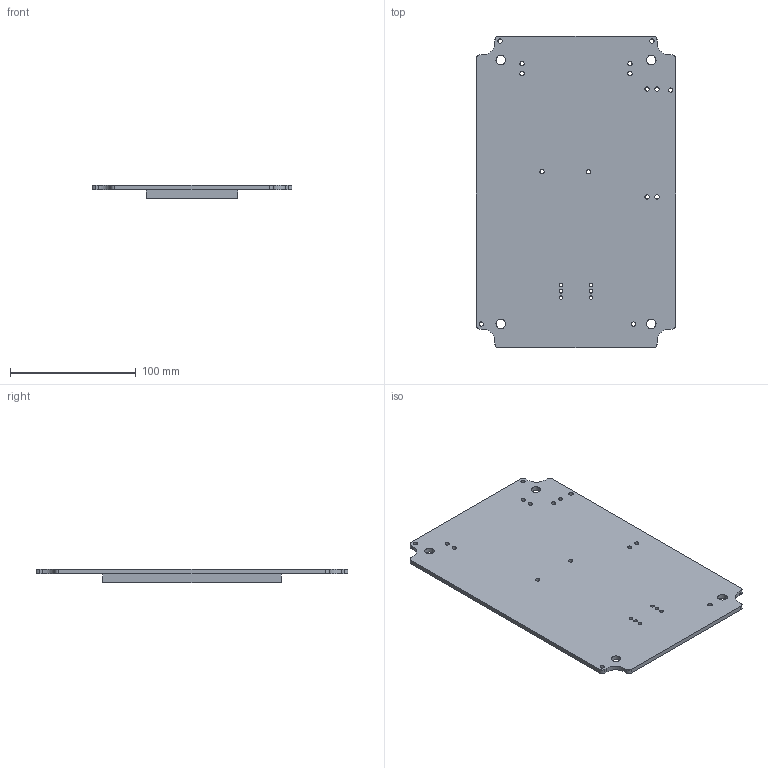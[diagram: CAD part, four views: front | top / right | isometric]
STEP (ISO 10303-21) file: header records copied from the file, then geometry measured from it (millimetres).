
FILE_DESCRIPTION( ( '' ), ' ' );
FILE_NAME( '5ef19de7e83c6312855f1cec.step', '2020-06-23T06:15:03', ( '' ), ( '' ), ' ', ' ', ' ' );
FILE_SCHEMA( ( 'AUTOMOTIVE_DESIGN { 1 0 10303 214 1 1 1 1 }' ) );
Length unit declared in the file: metre
Products named in the file (1): PTX-25340-P With Holes
Bounding box: 158.75 x 247.9 x 10.5 mm (x, y, z)
Volume: 142356.5 mm3; surface area: 86011.6 mm2
Topology: 1 solids, 1 shells, 61 faces, 171 edges, 114 vertices
Faces by surface type: cylinder 37, plane 24
Full cylindrical faces by diameter (mm): 2.8 x6, 3.4 x15, 7.62 x4
Entity records: 2478 total; most frequent: DIRECTION 344, CARTESIAN_POINT 322, ORIENTED_EDGE 292, EDGE_CURVE 146, EDGE_LOOP 138, AXIS2_PLACEMENT_3D 136, VERTEX_POINT 114, FACE_OUTER_BOUND 86
